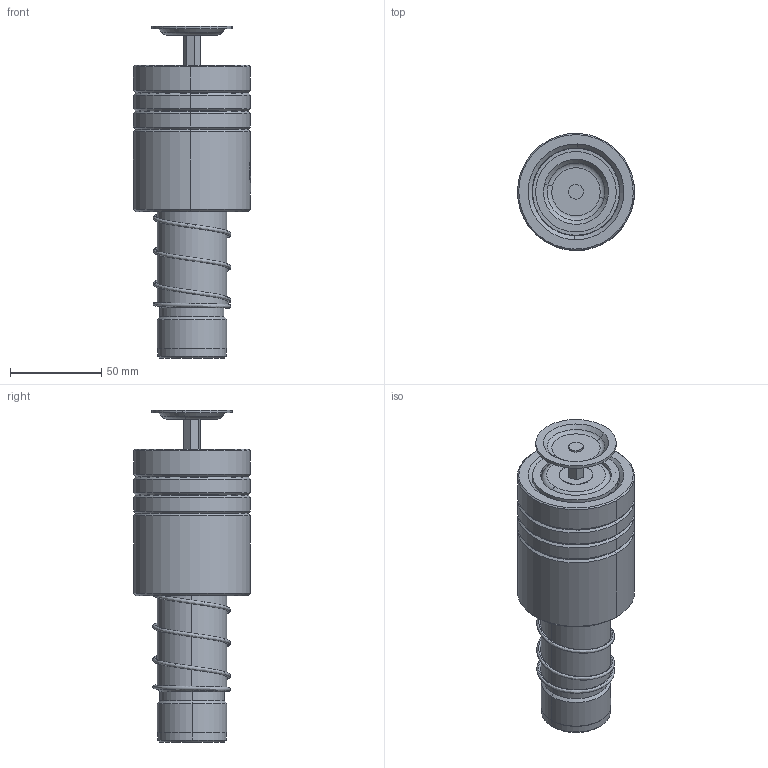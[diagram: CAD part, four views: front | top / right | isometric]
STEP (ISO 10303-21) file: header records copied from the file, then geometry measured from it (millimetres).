
FILE_DESCRIPTION (( 'STEP AP214' ), '1' );
FILE_NAME ('EMJ EMS-D38-L160(BL-80).STEP', '2021-09-23T06:00:58', ( '' ), ( '' ), 'SwSTEP 2.0', 'SolidWorks 2016', '' );
FILE_SCHEMA (( 'AUTOMOTIVE_DESIGN' ));
Length unit declared in the file: millimetre
Products named in the file (165): TBB-D64-d48-L80; BALL-D5; MGM-D38-L160; BJ BS-47.5-38.5-L75郪蚾; GTM-44郪蚾; BJ-D47.5-38.5-L75; GTM-M16蹟簽 -; GTM-3-縐种; GTM-44; EMJ EMS-D38-L160(BL-80); HWP-D42.5-d38.5-L60
Assembly tree (158 placements, depth 3):
  TBB-D64-d48-L80
  BALL-D5
  BALL-D5
  BALL-D5
  BALL-D5
Bounding box: 63.98 x 63.97 x 181.52 mm (x, y, z)
Volume: 334304.9 mm3; surface area: 107144 mm2
Topology: 151 solids, 151 shells, 743 faces, 3007 edges, 1996 vertices
Faces by surface type: sphere 576, cylinder 52, plane 40, cone 32, torus 22, bspline 21
Entity records: 37594 total; most frequent: CARTESIAN_POINT 20059, ORIENTED_EDGE 2536, DIRECTION 2247, EDGE_CURVE 1268, AXIS2_PLACEMENT_3D 1049, VERTEX_POINT 824, EDGE_LOOP 750, B_SPLINE_CURVE_WITH_KNOTS 652
